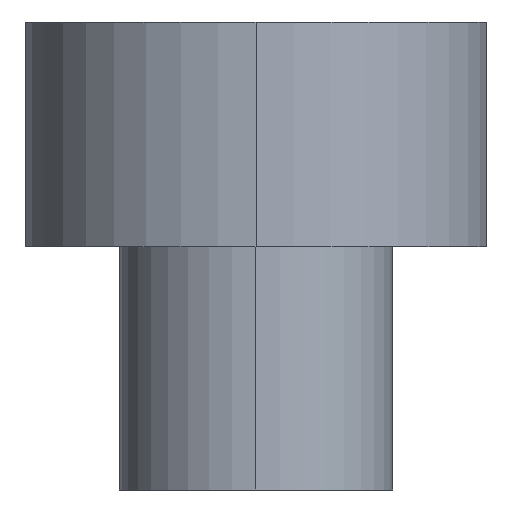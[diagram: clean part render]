
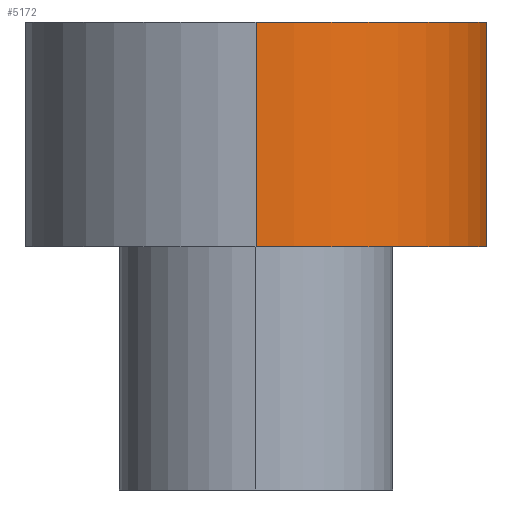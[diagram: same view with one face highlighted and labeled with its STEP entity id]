
A CAD part, left-side view. The second image highlights one B-rep face of the part: STEP entity #5172.
In plain terms, the highlighted cylindrical face has radius 66.675 mm (diameter 133.35 mm), a partial arc.
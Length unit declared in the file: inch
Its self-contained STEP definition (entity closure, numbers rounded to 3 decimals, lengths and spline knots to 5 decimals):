
#112 = FACE_OUTER_BOUND ( 'NONE', #5507, .T. ) ;
#198 = VERTEX_POINT ( 'NONE', #573 ) ;
#208 = CARTESIAN_POINT ( 'NONE',  ( 1.77155, -1.93707, 2.5525 ) ) ;
#507 = EDGE_CURVE ( 'NONE', #4240, #1095, #4448, .T. ) ;
#573 = CARTESIAN_POINT ( 'NONE',  ( -2.625, 0., 2.5525 ) ) ;
#576 = EDGE_CURVE ( 'NONE', #198, #4240, #4151, .T. ) ;
#782 = EDGE_CURVE ( 'NONE', #1095, #6039, #3922, .T. ) ;
#1095 = VERTEX_POINT ( 'NONE', #5900 ) ;
#1324 = CARTESIAN_POINT ( 'NONE',  ( 0., 0., 0. ) ) ;
#1328 = DIRECTION ( 'NONE',  ( 0., 0., 1. ) ) ;
#1480 = DIRECTION ( 'NONE',  ( -1., 0., 0. ) ) ;
#1806 = DIRECTION ( 'NONE',  ( 1., 0., 0. ) ) ;
#2187 = CARTESIAN_POINT ( 'NONE',  ( -2.625, 0., 0. ) ) ;
#2644 = VECTOR ( 'NONE', #5198, 39.37008 ) ;
#2647 = ORIENTED_EDGE ( 'NONE', *, *, #507, .T. ) ;
#2929 = DIRECTION ( 'NONE',  ( 0., 0., -1. ) ) ;
#2961 = ORIENTED_EDGE ( 'NONE', *, *, #576, .T. ) ;
#3305 = CARTESIAN_POINT ( 'NONE',  ( 1.77155, -1.93707, 2.5525 ) ) ;
#3696 = ORIENTED_EDGE ( 'NONE', *, *, #782, .T. ) ;
#3786 = CYLINDRICAL_SURFACE ( 'NONE', #4075, 2.625 ) ;
#3922 = LINE ( 'NONE', #3305, #2644 ) ;
#3996 = VECTOR ( 'NONE', #5673, 39.37008 ) ;
#4019 = AXIS2_PLACEMENT_3D ( 'NONE', #4190, #1328, #4657 ) ;
#4075 = AXIS2_PLACEMENT_3D ( 'NONE', #4816, #2929, #1480 ) ;
#4151 = LINE ( 'NONE', #4235, #3996 ) ;
#4190 = CARTESIAN_POINT ( 'NONE',  ( 0., 0., 2.5525 ) ) ;
#4235 = CARTESIAN_POINT ( 'NONE',  ( -2.625, 0., 2.5525 ) ) ;
#4240 = VERTEX_POINT ( 'NONE', #2187 ) ;
#4346 = EDGE_CURVE ( 'NONE', #198, #6039, #5083, .T. ) ;
#4448 = CIRCLE ( 'NONE', #4744, 2.625 ) ;
#4655 = DIRECTION ( 'NONE',  ( 0., 0., 1. ) ) ;
#4657 = DIRECTION ( 'NONE',  ( 1., 0., 0. ) ) ;
#4744 = AXIS2_PLACEMENT_3D ( 'NONE', #1324, #4655, #1806 ) ;
#4816 = CARTESIAN_POINT ( 'NONE',  ( 0., 0., 2.5525 ) ) ;
#5083 = CIRCLE ( 'NONE', #4019, 2.625 ) ;
#5172 = ADVANCED_FACE ( 'NONE', ( #112 ), #3786, .T. ) ;
#5198 = DIRECTION ( 'NONE',  ( 0., 0., 1. ) ) ;
#5507 = EDGE_LOOP ( 'NONE', ( #5644, #2961, #2647, #3696 ) ) ;
#5644 = ORIENTED_EDGE ( 'NONE', *, *, #4346, .F. ) ;
#5673 = DIRECTION ( 'NONE',  ( 0., 0., -1. ) ) ;
#5900 = CARTESIAN_POINT ( 'NONE',  ( 1.77155, -1.93707, 0. ) ) ;
#6039 = VERTEX_POINT ( 'NONE', #208 ) ;
